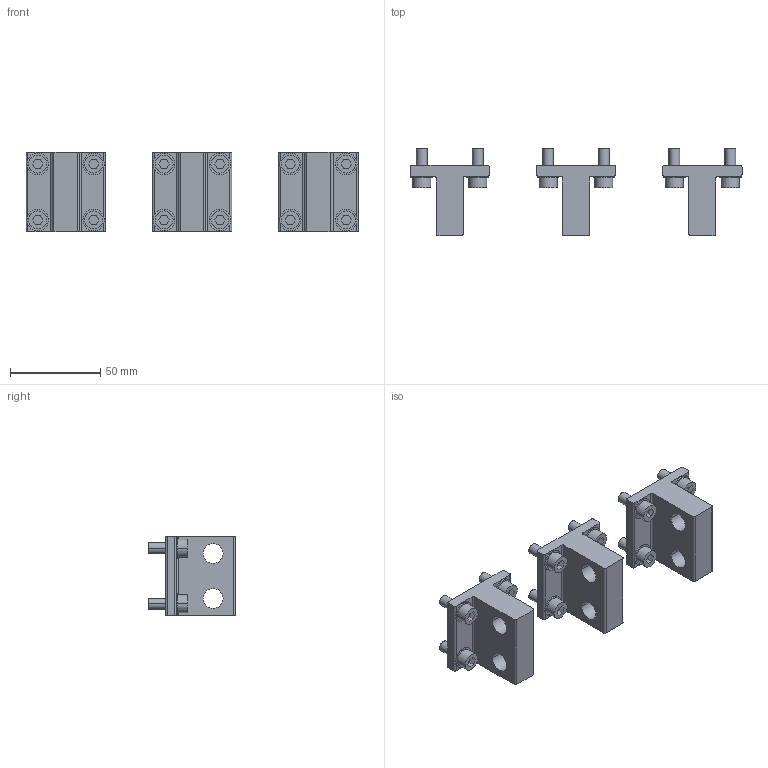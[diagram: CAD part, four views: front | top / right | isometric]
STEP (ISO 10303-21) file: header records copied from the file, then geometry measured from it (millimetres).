
FILE_DESCRIPTION(('CATIA V5 STEP Exchange'),'2;1');
FILE_NAME('1SDH001252R0040_1PA_001_00_E1.2_III_W_TERMINALS_VR_LOWER.stp','2014-03-06T08:11:38+00:00',('none'),('none'),'CATIA Version 5 Release 20 SP 5 (IN-10)','CATIA V5 STEP AP214','none');
FILE_SCHEMA(('AUTOMOTIVE_DESIGN { 1 0 10303 214 1 1 1 1 }'));
Length unit declared in the file: millimetre
Products named in the file (1): 1SDH001252R0040_1PA_001_00_E1.2_III_W_TERMINALS_VR_LOWER
Bounding box: 184 x 48.5 x 44 mm (x, y, z)
Volume: 99922.2 mm3; surface area: 39329.9 mm2
Topology: 27 solids, 27 shells, 330 faces, 756 edges, 504 vertices
Faces by surface type: plane 174, cylinder 156
Entity records: 8578 total; most frequent: ORIENTED_EDGE 1512, CARTESIAN_POINT 1432, DIRECTION 1098, EDGE_CURVE 756, VERTEX_POINT 504, AXIS2_PLACEMENT_3D 484, VECTOR 444, LINE 444
